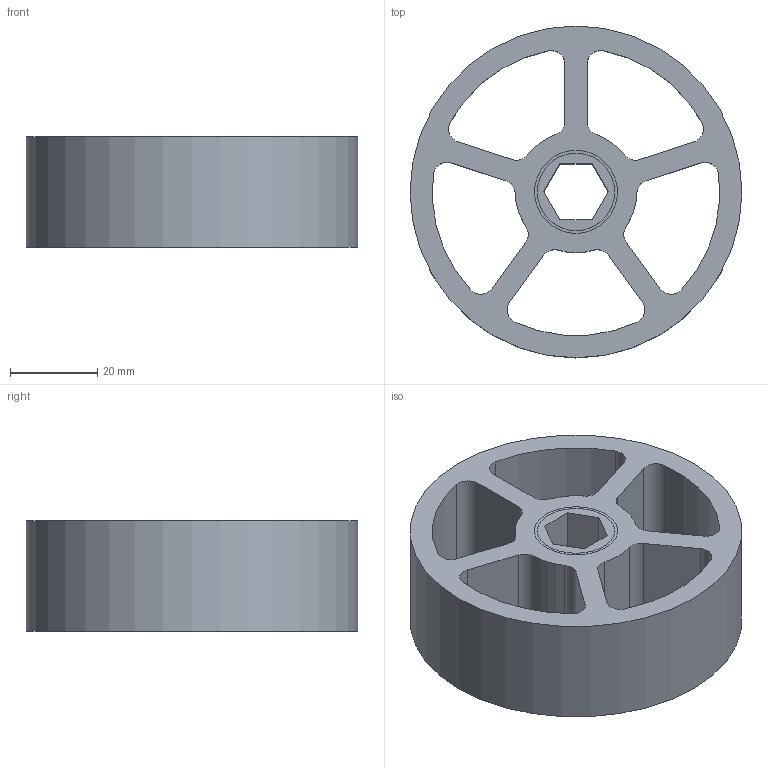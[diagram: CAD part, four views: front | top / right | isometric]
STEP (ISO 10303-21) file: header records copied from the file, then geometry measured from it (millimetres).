
FILE_DESCRIPTION(/* description */ (''),/* implementation_level */ '2;1');
FILE_NAME(/* name */ '3InchSquishWheelAssembly.stp',/* time_stamp */ '2023-06-14T15:46:22-04:00',/* author */ ('rdogn'),/* organization */ (''),/* preprocessor_version */ 'ST-DEVELOPER v18.1',/* originating_system */ 'Autodesk Inventor 2022',/* authorisation */ '');
FILE_SCHEMA (('AUTOMOTIVE_DESIGN { 1 0 10303 214 3 1 1 }'));
Length unit declared in the file: inch
Products named in the file (3): 4InchSquishWheelAssembly; 3InchSquishWheel; Core
Assembly tree (2 placements, depth 2):
  4InchSquishWheelAssembly
    3InchSquishWheel
    Core
Bounding box: 76.2 x 76.2 x 25.4 mm (x, y, z)
Volume: 55053.1 mm3; surface area: 24914.2 mm2
Topology: 2 solids, 2 shells, 53 faces, 147 edges, 98 vertices
Faces by surface type: cylinder 33, plane 20
Full cylindrical faces by diameter (mm): 17.78 x1, 19.05 x1, 76.2 x1
Entity records: 1925 total; most frequent: DIRECTION 331, CARTESIAN_POINT 304, ORIENTED_EDGE 294, EDGE_CURVE 147, AXIS2_PLACEMENT_3D 125, VERTEX_POINT 98, LINE 81, VECTOR 81
